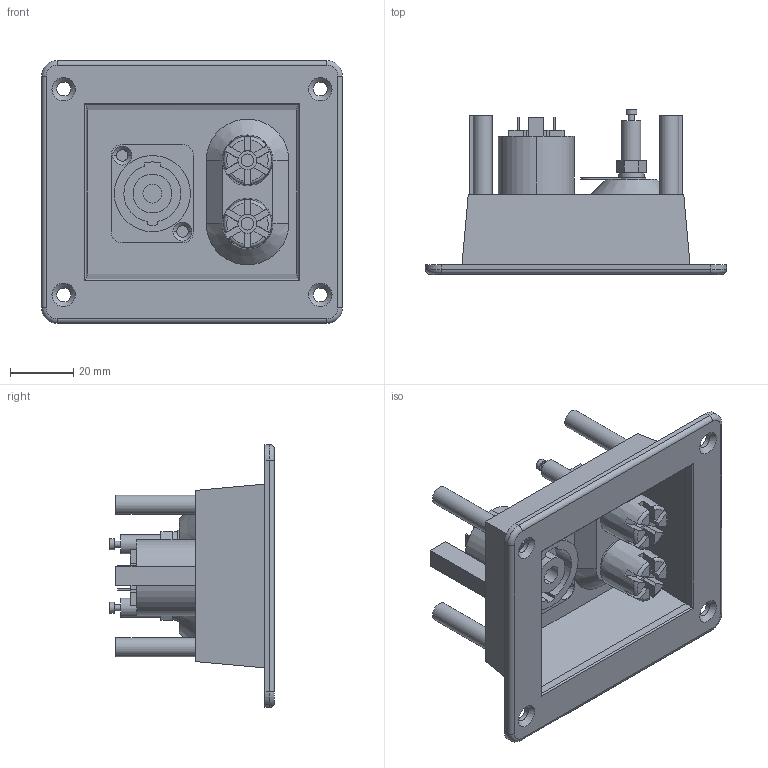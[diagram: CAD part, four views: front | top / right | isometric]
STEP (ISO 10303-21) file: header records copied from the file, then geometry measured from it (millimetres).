
FILE_DESCRIPTION(('FreeCAD Model'),'2;1');
FILE_NAME('Terminal_Speakon_4mm.step','2021-02-02T16:46:24',('Author'),(''), 'Open CASCADE STEP processor 7.3','FreeCAD','Unknown');
FILE_SCHEMA(('AUTOMOTIVE_DESIGN { 1 0 10303 214 1 1 1 1 }'));
Length unit declared in the file: millimetre
Products named in the file (1): Terminal_Speakon_4mm
Bounding box: 95 x 52 x 83 mm (x, y, z)
Volume: 51829.5 mm3; surface area: 50680.8 mm2
Topology: 21 solids, 21 shells, 357 faces, 1714 edges, 2188 vertices
Faces by surface type: plane 211, cylinder 104, torus 20, cone 14, bspline 8
Full cylindrical faces by diameter (mm): 2 x2, 2.6 x4, 3.4 x2, 4 x2, 4.4 x4, 6 x18, 8 x2, 12 x2
Entity records: 33274 total; most frequent: CARTESIAN_POINT 9484, DIRECTION 4196, LINE 1990, VECTOR 1990, ORIENTED_EDGE 1676, PCURVE 1676, DEFINITIONAL_REPRESENTATION 1676, AXIS2_PLACEMENT_3D 1032
